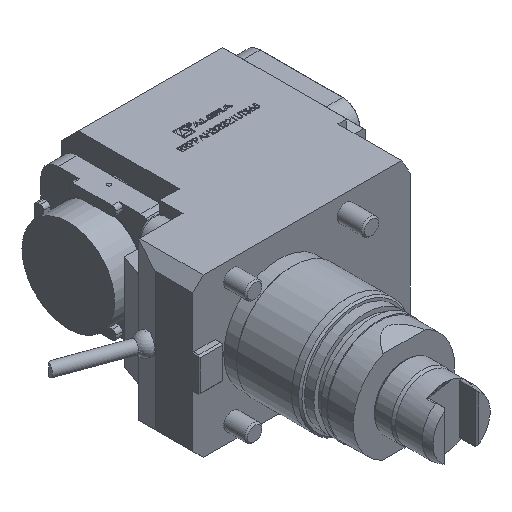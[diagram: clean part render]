
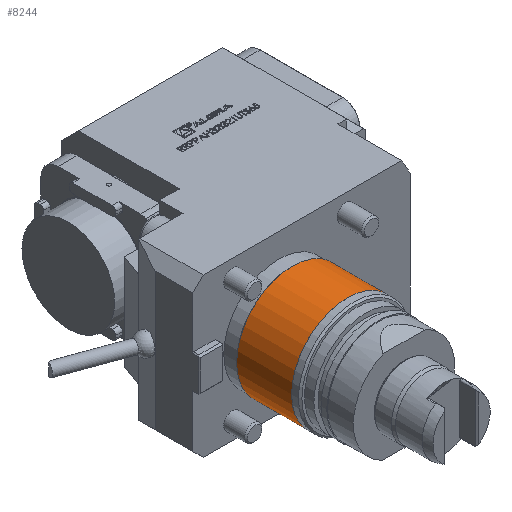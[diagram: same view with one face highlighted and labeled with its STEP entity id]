
A CAD part, isometric view. The second image highlights one B-rep face of the part: STEP entity #8244.
In plain terms, the highlighted cylindrical face has radius 32.5 mm (diameter 65 mm), a full revolution.
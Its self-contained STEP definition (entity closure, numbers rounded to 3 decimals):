
#475 = AXIS2_PLACEMENT_3D ( 'NONE', #17680, #24248, #11257 ) ;
#3695 = VERTEX_POINT ( 'NONE', #5652 ) ;
#4805 = EDGE_LOOP ( 'NONE', ( #11210 ) ) ;
#5652 = CARTESIAN_POINT ( 'NONE',  ( 0., 33., -32.5 ) ) ;
#5941 = EDGE_CURVE ( 'NONE', #13874, #13874, #13878, .T. ) ;
#7176 = EDGE_CURVE ( 'NONE', #3695, #3695, #21931, .T. ) ;
#7466 = EDGE_LOOP ( 'NONE', ( #17659 ) ) ;
#8244 = ADVANCED_FACE ( 'Defeature completata1_27', ( #21114, #21390 ), #27557, .T. ) ;
#10641 = DIRECTION ( 'NONE',  ( 0., 0., -1. ) ) ;
#11210 = ORIENTED_EDGE ( 'NONE', *, *, #5941, .T. ) ;
#11257 = DIRECTION ( 'NONE',  ( 0., 0., -1. ) ) ;
#13874 = VERTEX_POINT ( 'NONE', #24651 ) ;
#13878 = CIRCLE ( 'NONE', #22387, 32.5 ) ;
#15449 = DIRECTION ( 'NONE',  ( 0., 0., -1. ) ) ;
#17091 = AXIS2_PLACEMENT_3D ( 'NONE', #23656, #18876, #10641 ) ;
#17659 = ORIENTED_EDGE ( 'NONE', *, *, #7176, .F. ) ;
#17680 = CARTESIAN_POINT ( 'NONE',  ( 0., 33., 0. ) ) ;
#18876 = DIRECTION ( 'NONE',  ( 0., -1., 0. ) ) ;
#21114 = FACE_OUTER_BOUND ( 'NONE', #4805, .T. ) ;
#21390 = FACE_OUTER_BOUND ( 'NONE', #7466, .T. ) ;
#21931 = CIRCLE ( 'NONE', #475, 32.5 ) ;
#22387 = AXIS2_PLACEMENT_3D ( 'NONE', #26076, #23719, #15449 ) ;
#23656 = CARTESIAN_POINT ( 'NONE',  ( 0., 0., 0. ) ) ;
#23719 = DIRECTION ( 'NONE',  ( 0., -1., 0. ) ) ;
#24248 = DIRECTION ( 'NONE',  ( 0., -1., 0. ) ) ;
#24651 = CARTESIAN_POINT ( 'NONE',  ( 0., 65., -32.5 ) ) ;
#26076 = CARTESIAN_POINT ( 'NONE',  ( 0., 65., 0. ) ) ;
#27557 = CYLINDRICAL_SURFACE ( 'NONE', #17091, 32.5 ) ;
